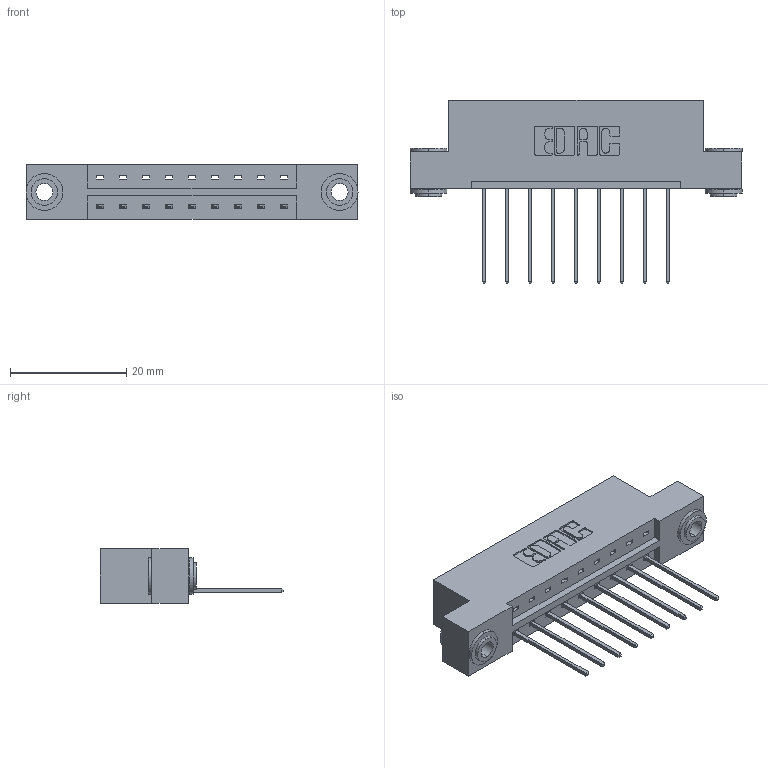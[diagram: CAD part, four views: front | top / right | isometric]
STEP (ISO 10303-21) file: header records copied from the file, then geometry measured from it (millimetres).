
FILE_DESCRIPTION (( 'STEP AP203' ), '1' );
FILE_NAME ('833-009-542-103.STEP', '2020-05-30T17:31:24', ( '' ), ( '' ), 'SwSTEP 2.0', 'SolidWorks 2020', '' );
FILE_SCHEMA (( 'CONFIG_CONTROL_DESIGN' ));
Length unit declared in the file: inch
Products named in the file (4): 345-250-002_345-250-002-102; 833 Part_Flush - .156 Dia - TH; 833-009-542-103; 345-292-001_345-293-142
Assembly tree (12 placements, depth 2):
  833-009-542-103
    833 Part_Flush - .156 Dia - TH
    345-292-001_345-293-142  x9
    345-250-002_345-250-002-102  x2
Bounding box: 57.2 x 31.63 x 9.4 mm (x, y, z)
Volume: 5511.6 mm3; surface area: 6106.9 mm2
Topology: 12 solids, 12 shells, 674 faces, 1971 edges, 1298 vertices
Faces by surface type: plane 458, cylinder 208, cone 8
Entity records: 10438 total; most frequent: CARTESIAN_POINT 1784, ORIENTED_EDGE 1722, DIRECTION 1605, EDGE_CURVE 861, VECTOR 709, LINE 709, VERTEX_POINT 570, AXIS2_PLACEMENT_3D 448
